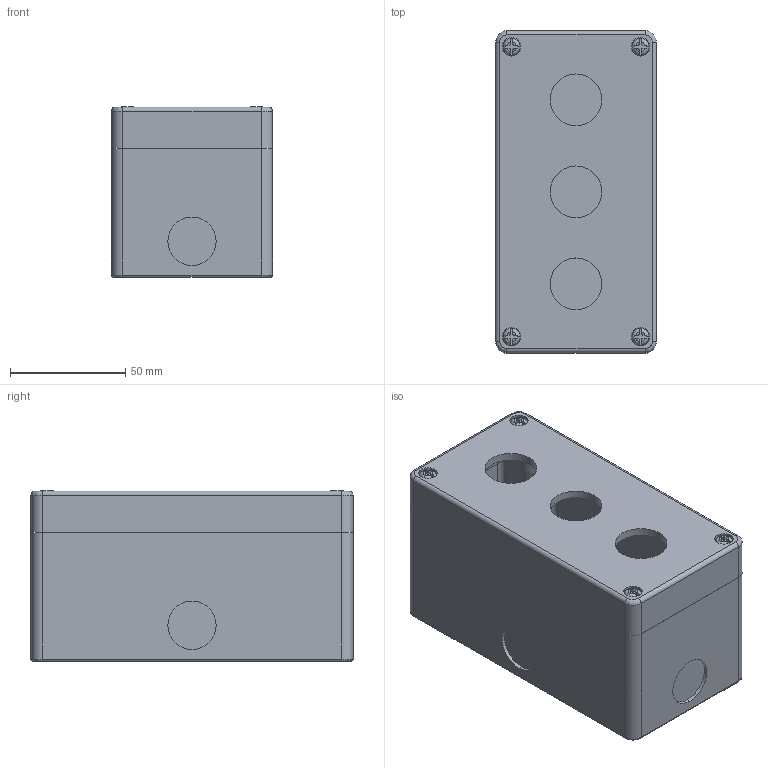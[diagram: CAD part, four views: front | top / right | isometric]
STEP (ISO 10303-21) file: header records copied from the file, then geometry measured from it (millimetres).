
FILE_DESCRIPTION (( 'STEP AP214' ), '1' );
FILE_NAME ('SA108-40SL.step', '2019-02-26T14:41:26', ( '' ), ( '' ), 'SwSTEP 2.0', 'SolidWorks 2018', '' );
FILE_SCHEMA (( 'AUTOMOTIVE_DESIGN' ));
Length unit declared in the file: inch
Products named in the file (1): SA108-40SL
Bounding box: 70 x 140 x 74.21 mm (x, y, z)
Volume: 177285.2 mm3; surface area: 102679.8 mm2
Topology: 6 solids, 6 shells, 475 faces, 1160 edges, 724 vertices
Faces by surface type: cylinder 194, plane 127, cone 120, bspline 34
Entity records: 21940 total; most frequent: CARTESIAN_POINT 4288, DIRECTION 2526, ORIENTED_EDGE 2320, EDGE_CURVE 1160, AXIS2_PLACEMENT_3D 1006, VERTEX_POINT 724, CIRCLE 564, EDGE_LOOP 524
